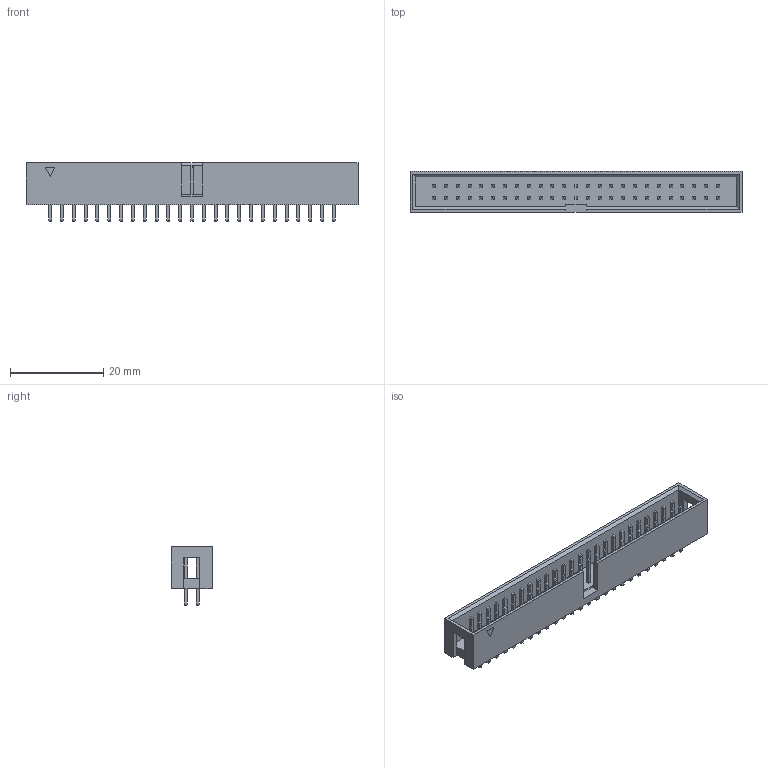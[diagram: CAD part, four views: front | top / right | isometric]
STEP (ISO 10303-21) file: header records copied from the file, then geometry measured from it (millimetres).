
FILE_DESCRIPTION (( 'STEP AP214' ), '1' );
FILE_NAME ('User Library-DS1013-50S (IDC-50MS CONNFLY).STEP', '2018-04-28T17:15:59', ( '' ), ( '' ), 'SwSTEP 2.0', 'SolidWorks 2018', '' );
FILE_SCHEMA (( 'AUTOMOTIVE_DESIGN' ));
Length unit declared in the file: millimetre
Products named in the file (1): User Library-DS1013-50S (IDC-50MS CONNFLY)
Bounding box: 71.3 x 8.9 x 12.6 mm (x, y, z)
Volume: 2691 mm3; surface area: 4763.8 mm2
Topology: 1 solids, 1 shells, 936 faces, 2103 edges, 1266 vertices
Faces by surface type: plane 936
Entity records: 25381 total; most frequent: CARTESIAN_POINT 4306, ORIENTED_EDGE 4206, DIRECTION 3977, LINE 2103, VECTOR 2103, EDGE_CURVE 2103, VERTEX_POINT 1266, EDGE_LOOP 1037
